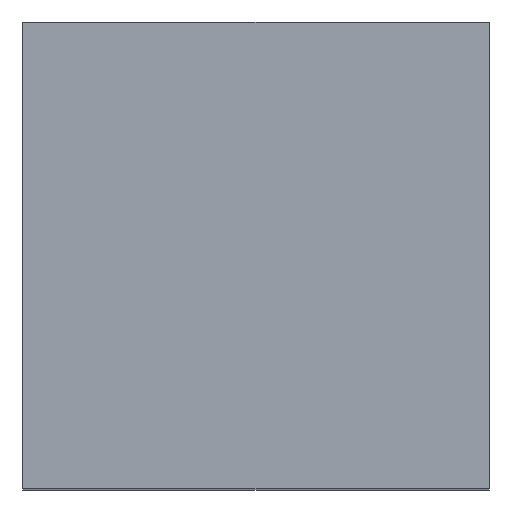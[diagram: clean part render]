
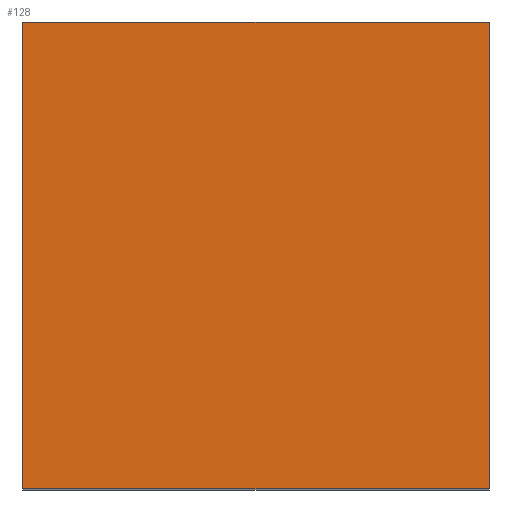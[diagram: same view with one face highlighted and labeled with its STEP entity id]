
A CAD part, top view. The second image highlights one B-rep face of the part: STEP entity #128.
In plain terms, the highlighted planar face has unit normal (0, 0, 1).
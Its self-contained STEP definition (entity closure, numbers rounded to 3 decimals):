
#17=LINE('',#205,#29);
#25=LINE('',#220,#37);
#26=LINE('',#222,#38);
#27=LINE('',#223,#39);
#29=VECTOR('',#153,10.);
#37=VECTOR('',#165,10.);
#38=VECTOR('',#168,9.991);
#39=VECTOR('',#169,9.991);
#44=PLANE('',#139);
#52=FACE_OUTER_BOUND('',#61,.T.);
#61=EDGE_LOOP('',(#110,#111,#112,#113));
#70=VERTEX_POINT('',#202);
#71=VERTEX_POINT('',#204);
#75=VERTEX_POINT('',#216);
#76=VERTEX_POINT('',#218);
#81=EDGE_CURVE('',#70,#71,#17,.T.);
#89=EDGE_CURVE('',#75,#76,#25,.T.);
#90=EDGE_CURVE('',#70,#75,#26,.T.);
#91=EDGE_CURVE('',#71,#76,#27,.T.);
#110=ORIENTED_EDGE('',*,*,#90,.T.);
#111=ORIENTED_EDGE('',*,*,#89,.T.);
#112=ORIENTED_EDGE('',*,*,#91,.F.);
#113=ORIENTED_EDGE('',*,*,#81,.F.);
#128=ADVANCED_FACE('',(#52),#44,.T.);
#139=AXIS2_PLACEMENT_3D('',#221,#166,#167);
#153=DIRECTION('',(0.,1.,0.));
#165=DIRECTION('',(0.,1.,0.));
#166=DIRECTION('center_axis',(0.,0.,1.));
#167=DIRECTION('ref_axis',(1.,0.,0.));
#168=DIRECTION('',(1.,0.,0.));
#169=DIRECTION('',(1.,0.,0.));
#202=CARTESIAN_POINT('',(-4.677,0.,5.027));
#204=CARTESIAN_POINT('',(-4.677,10.,5.027));
#205=CARTESIAN_POINT('',(-4.677,0.,5.027));
#216=CARTESIAN_POINT('',(5.314,0.,5.027));
#218=CARTESIAN_POINT('',(5.314,10.,5.027));
#220=CARTESIAN_POINT('',(5.314,0.,5.027));
#221=CARTESIAN_POINT('Origin',(-4.677,0.,5.027));
#222=CARTESIAN_POINT('',(-4.677,0.,5.027));
#223=CARTESIAN_POINT('',(-4.677,10.,5.027));
